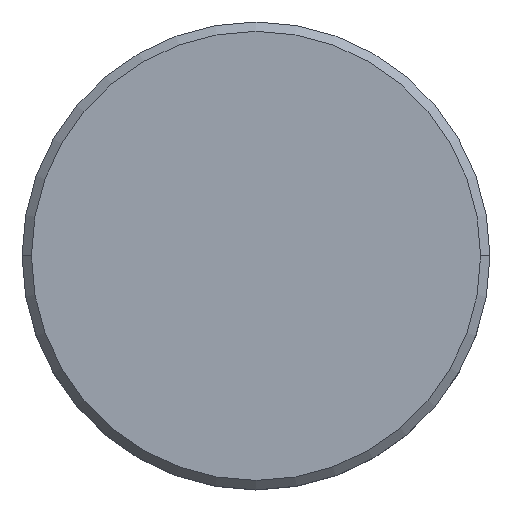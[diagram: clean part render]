
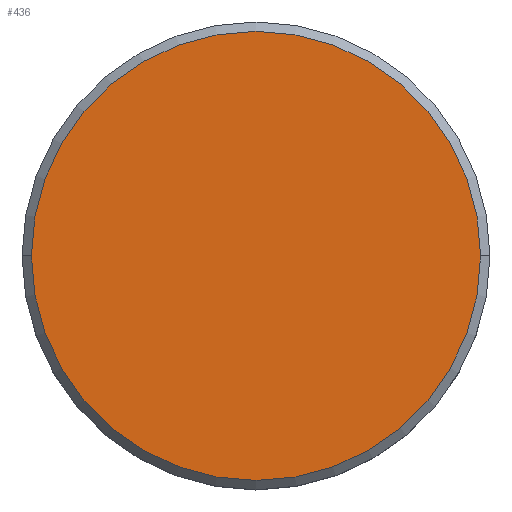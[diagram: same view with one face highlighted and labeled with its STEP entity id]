
A CAD part, top view. The second image highlights one B-rep face of the part: STEP entity #436.
In plain terms, the highlighted planar face has unit normal (0, 0, 1).
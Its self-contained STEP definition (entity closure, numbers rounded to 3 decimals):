
#95 = VERTEX_POINT ( 'NONE', #936 ) ;
#113 = DIRECTION ( 'NONE',  ( 0., 0., 1. ) ) ;
#123 = DIRECTION ( 'NONE',  ( 1., 0., 0. ) ) ;
#125 = AXIS2_PLACEMENT_3D ( 'NONE', #358, #1167, #528 ) ;
#220 = DIRECTION ( 'NONE',  ( 0., 0., 1. ) ) ;
#256 = ORIENTED_EDGE ( 'NONE', *, *, #465, .T. ) ;
#281 = CARTESIAN_POINT ( 'NONE',  ( -12., 0., 0. ) ) ;
#358 = CARTESIAN_POINT ( 'NONE',  ( 0., 0., 0. ) ) ;
#388 = FACE_OUTER_BOUND ( 'NONE', #737, .T. ) ;
#436 = ADVANCED_FACE ( 'NONE', ( #388 ), #930, .T. ) ;
#465 = EDGE_CURVE ( 'NONE', #95, #816, #707, .T. ) ;
#505 = AXIS2_PLACEMENT_3D ( 'NONE', #1108, #220, #1020 ) ;
#528 = DIRECTION ( 'NONE',  ( 1., 0., 0. ) ) ;
#595 = AXIS2_PLACEMENT_3D ( 'NONE', #1024, #113, #123 ) ;
#694 = EDGE_CURVE ( 'NONE', #816, #95, #804, .T. ) ;
#707 = CIRCLE ( 'NONE', #505, 12. ) ;
#737 = EDGE_LOOP ( 'NONE', ( #1006, #256 ) ) ;
#804 = CIRCLE ( 'NONE', #125, 12. ) ;
#816 = VERTEX_POINT ( 'NONE', #281 ) ;
#930 = PLANE ( 'NONE',  #595 ) ;
#936 = CARTESIAN_POINT ( 'NONE',  ( 12., 0., 0. ) ) ;
#1006 = ORIENTED_EDGE ( 'NONE', *, *, #694, .T. ) ;
#1020 = DIRECTION ( 'NONE',  ( 1., 0., 0. ) ) ;
#1024 = CARTESIAN_POINT ( 'NONE',  ( 0., 0., 0. ) ) ;
#1108 = CARTESIAN_POINT ( 'NONE',  ( 0., 0., 0. ) ) ;
#1167 = DIRECTION ( 'NONE',  ( 0., 0., 1. ) ) ;
